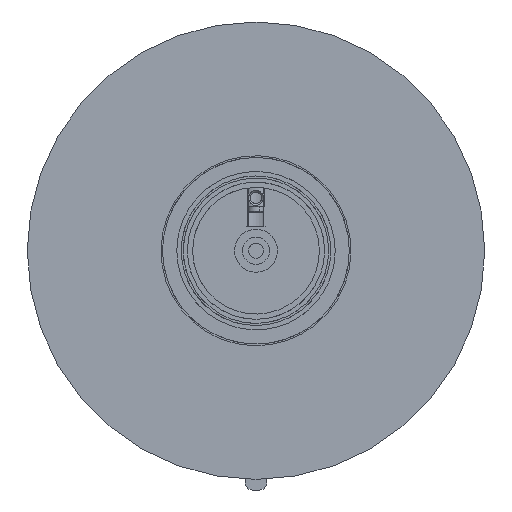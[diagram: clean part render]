
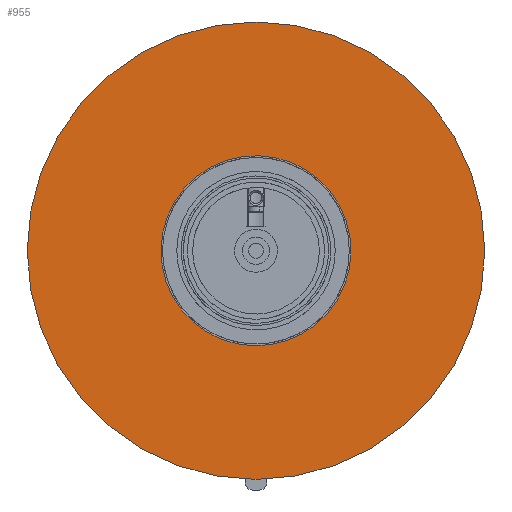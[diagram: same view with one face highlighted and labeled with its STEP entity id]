
A CAD part, front view. The second image highlights one B-rep face of the part: STEP entity #955.
In plain terms, the highlighted planar face has unit normal (0, -1, 0).
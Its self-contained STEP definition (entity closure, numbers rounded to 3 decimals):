
#880=CARTESIAN_POINT('Vertex',(-23.695,-13.,-12.944)) ;
#885=CARTESIAN_POINT('Axis2P3D Location',(0.,-13.,0.)) ;
#889=CARTESIAN_POINT('Vertex',(23.695,-13.,12.944)) ;
#911=CARTESIAN_POINT('Axis2P3D Location',(0.,-13.,0.)) ;
#928=CARTESIAN_POINT('Axis2P3D Location',(0.,-13.,0.)) ;
#933=CARTESIAN_POINT('Axis2P3D Location',(0.,-13.,0.)) ;
#937=CARTESIAN_POINT('Vertex',(65.,-13.,0.)) ;
#939=CARTESIAN_POINT('Vertex',(-65.,-13.,0.)) ;
#942=CARTESIAN_POINT('Axis2P3D Location',(0.,-13.,0.)) ;
#886=DIRECTION('Axis2P3D Direction',(0.,-1.,0.)) ;
#912=DIRECTION('Axis2P3D Direction',(0.,-1.,0.)) ;
#929=DIRECTION('Axis2P3D Direction',(0.,1.,-0.)) ;
#930=DIRECTION('Axis2P3D XDirection',(-1.,0.,0.)) ;
#934=DIRECTION('Axis2P3D Direction',(0.,1.,-0.)) ;
#943=DIRECTION('Axis2P3D Direction',(0.,1.,-0.)) ;
#887=AXIS2_PLACEMENT_3D('Circle Axis2P3D',#885,#886,$) ;
#913=AXIS2_PLACEMENT_3D('Circle Axis2P3D',#911,#912,$) ;
#931=AXIS2_PLACEMENT_3D('Plane Axis2P3D',#928,#929,#930) ;
#935=AXIS2_PLACEMENT_3D('Circle Axis2P3D',#933,#934,$) ;
#944=AXIS2_PLACEMENT_3D('Circle Axis2P3D',#942,#943,$) ;
#888=CIRCLE('generated circle',#887,27.) ;
#914=CIRCLE('generated circle',#913,27.) ;
#936=CIRCLE('generated circle',#935,65.) ;
#945=CIRCLE('generated circle',#944,65.) ;
#932=PLANE('',#931) ;
#954=FACE_BOUND('',#951,.T.) ;
#891=EDGE_CURVE('',#890,#881,#888,.F.) ;
#915=EDGE_CURVE('',#881,#890,#914,.F.) ;
#941=EDGE_CURVE('',#938,#940,#936,.T.) ;
#946=EDGE_CURVE('',#940,#938,#945,.T.) ;
#948=ORIENTED_EDGE('',*,*,#941,.F.) ;
#949=ORIENTED_EDGE('',*,*,#946,.F.) ;
#952=ORIENTED_EDGE('',*,*,#891,.T.) ;
#953=ORIENTED_EDGE('',*,*,#915,.T.) ;
#947=EDGE_LOOP('',(#948,#949)) ;
#951=EDGE_LOOP('',(#952,#953)) ;
#881=VERTEX_POINT('',#880) ;
#890=VERTEX_POINT('',#889) ;
#938=VERTEX_POINT('',#937) ;
#940=VERTEX_POINT('',#939) ;
#955=ADVANCED_FACE('PR.0488.11_AllCATPart.1\\P47012.1\\PartBody',(#950,#954),#932,.F.) ;
#950=FACE_OUTER_BOUND('',#947,.T.) ;
